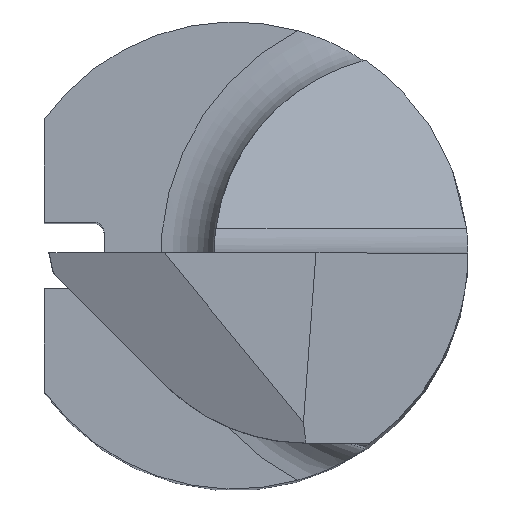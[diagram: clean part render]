
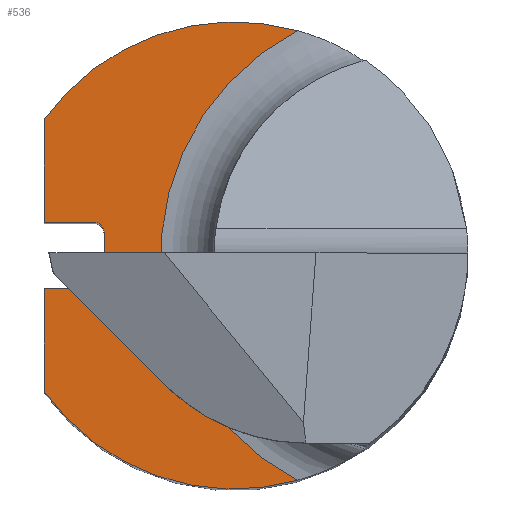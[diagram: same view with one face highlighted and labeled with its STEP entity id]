
A CAD part, top view. The second image highlights one B-rep face of the part: STEP entity #536.
In plain terms, the highlighted planar face has unit normal (0, 0, 1).
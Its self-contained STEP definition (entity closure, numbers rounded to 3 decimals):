
#7 = CARTESIAN_POINT ( 'NONE',  ( -2.85, -2.032, 14.75 ) ) ;
#9 = EDGE_CURVE ( 'NONE', #1078, #487, #576, .T. ) ;
#17 = EDGE_CURVE ( 'NONE', #1009, #445, #571, .T. ) ;
#49 = CARTESIAN_POINT ( 'NONE',  ( -2.85, -0.5, 14.75 ) ) ;
#60 = VERTEX_POINT ( 'NONE', #717 ) ;
#69 = DIRECTION ( 'NONE',  ( -1., 0., 0. ) ) ;
#70 = DIRECTION ( 'NONE',  ( 1., 0., 0. ) ) ;
#75 = EDGE_CURVE ( 'NONE', #445, #409, #747, .T. ) ;
#80 = AXIS2_PLACEMENT_3D ( 'NONE', #857, #1028, #602 ) ;
#104 = AXIS2_PLACEMENT_3D ( 'NONE', #1013, #240, #659 ) ;
#119 = EDGE_CURVE ( 'NONE', #1078, #409, #753, .T. ) ;
#135 = VERTEX_POINT ( 'NONE', #7 ) ;
#139 = ORIENTED_EDGE ( 'NONE', *, *, #869, .T. ) ;
#159 = LINE ( 'NONE', #765, #515 ) ;
#161 = DIRECTION ( 'NONE',  ( 0., -1., 0. ) ) ;
#201 = CARTESIAN_POINT ( 'NONE',  ( -2.85, 0.5, 14.75 ) ) ;
#234 = CARTESIAN_POINT ( 'NONE',  ( -1.95, -0.35, 14.75 ) ) ;
#240 = DIRECTION ( 'NONE',  ( 0., 0., 1. ) ) ;
#241 = ORIENTED_EDGE ( 'NONE', *, *, #994, .F. ) ;
#265 = CARTESIAN_POINT ( 'NONE',  ( -2.85, -0.5, 14.75 ) ) ;
#269 = EDGE_CURVE ( 'NONE', #1009, #60, #592, .T. ) ;
#279 = CARTESIAN_POINT ( 'NONE',  ( -2.85, 3.364, 14.75 ) ) ;
#295 = ORIENTED_EDGE ( 'NONE', *, *, #75, .T. ) ;
#299 = EDGE_LOOP ( 'NONE', ( #719, #656, #392, #1072, #295, #306, #320, #241, #1043, #139 ) ) ;
#306 = ORIENTED_EDGE ( 'NONE', *, *, #119, .F. ) ;
#320 = ORIENTED_EDGE ( 'NONE', *, *, #9, .T. ) ;
#335 = DIRECTION ( 'NONE',  ( -1., 0., 0. ) ) ;
#392 = ORIENTED_EDGE ( 'NONE', *, *, #269, .F. ) ;
#393 = VECTOR ( 'NONE', #797, 1000. ) ;
#409 = VERTEX_POINT ( 'NONE', #810 ) ;
#431 = AXIS2_PLACEMENT_3D ( 'NONE', #830, #511, #335 ) ;
#445 = VERTEX_POINT ( 'NONE', #459 ) ;
#459 = CARTESIAN_POINT ( 'NONE',  ( -2.85, 0.5, 14.75 ) ) ;
#463 = LINE ( 'NONE', #49, #393 ) ;
#467 = DIRECTION ( 'NONE',  ( 0., -1., 0. ) ) ;
#473 = CARTESIAN_POINT ( 'NONE',  ( 0.951, -3.368, 14.75 ) ) ;
#480 = EDGE_CURVE ( 'NONE', #669, #1086, #159, .T. ) ;
#487 = VERTEX_POINT ( 'NONE', #234 ) ;
#496 = DIRECTION ( 'NONE',  ( -1., 0., 0. ) ) ;
#505 = VECTOR ( 'NONE', #161, 1000. ) ;
#511 = DIRECTION ( 'NONE',  ( 0., 0., -1. ) ) ;
#515 = VECTOR ( 'NONE', #496, 1000. ) ;
#517 = CARTESIAN_POINT ( 'NONE',  ( -2.1, 0.35, 14.75 ) ) ;
#536 = ADVANCED_FACE ( 'NONE', ( #563 ), #746, .T. ) ;
#544 = EDGE_CURVE ( 'NONE', #888, #135, #1036, .T. ) ;
#563 = FACE_OUTER_BOUND ( 'NONE', #299, .T. ) ;
#571 = LINE ( 'NONE', #279, #613 ) ;
#576 = LINE ( 'NONE', #789, #505 ) ;
#592 = CIRCLE ( 'NONE', #431, 3.5 ) ;
#602 = DIRECTION ( 'NONE',  ( -1., 0., 0. ) ) ;
#613 = VECTOR ( 'NONE', #467, 1000. ) ;
#639 = AXIS2_PLACEMENT_3D ( 'NONE', #649, #757, #737 ) ;
#649 = CARTESIAN_POINT ( 'NONE',  ( -2.1, -0.35, 14.75 ) ) ;
#656 = ORIENTED_EDGE ( 'NONE', *, *, #1049, .F. ) ;
#659 = DIRECTION ( 'NONE',  ( -1., 0., 0. ) ) ;
#669 = VERTEX_POINT ( 'NONE', #672 ) ;
#672 = CARTESIAN_POINT ( 'NONE',  ( -2.1, -0.5, 14.75 ) ) ;
#679 = VECTOR ( 'NONE', #70, 1000. ) ;
#717 = CARTESIAN_POINT ( 'NONE',  ( 0.951, 3.368, 14.75 ) ) ;
#719 = ORIENTED_EDGE ( 'NONE', *, *, #544, .F. ) ;
#730 = AXIS2_PLACEMENT_3D ( 'NONE', #1088, #929, #69 ) ;
#737 = DIRECTION ( 'NONE',  ( -1., 0., 0. ) ) ;
#746 = PLANE ( 'NONE',  #104 ) ;
#747 = LINE ( 'NONE', #201, #679 ) ;
#753 = CIRCLE ( 'NONE', #981, 0.15 ) ;
#757 = DIRECTION ( 'NONE',  ( 0., 0., 1. ) ) ;
#765 = CARTESIAN_POINT ( 'NONE',  ( -2.85, -0.5, 14.75 ) ) ;
#789 = CARTESIAN_POINT ( 'NONE',  ( -1.95, 0.5, 14.75 ) ) ;
#797 = DIRECTION ( 'NONE',  ( 0., -1., 0. ) ) ;
#810 = CARTESIAN_POINT ( 'NONE',  ( -2.1, 0.5, 14.75 ) ) ;
#830 = CARTESIAN_POINT ( 'NONE',  ( 0., 0., 14.75 ) ) ;
#857 = CARTESIAN_POINT ( 'NONE',  ( 2.691, 0., 14.75 ) ) ;
#858 = DIRECTION ( 'NONE',  ( 0., 0., 1. ) ) ;
#869 = EDGE_CURVE ( 'NONE', #1086, #135, #463, .T. ) ;
#888 = VERTEX_POINT ( 'NONE', #473 ) ;
#929 = DIRECTION ( 'NONE',  ( 0., 0., -1. ) ) ;
#960 = CIRCLE ( 'NONE', #639, 0.15 ) ;
#981 = AXIS2_PLACEMENT_3D ( 'NONE', #517, #858, #1035 ) ;
#994 = EDGE_CURVE ( 'NONE', #669, #487, #960, .T. ) ;
#1009 = VERTEX_POINT ( 'NONE', #1022 ) ;
#1013 = CARTESIAN_POINT ( 'NONE',  ( 0., 0., 14.75 ) ) ;
#1022 = CARTESIAN_POINT ( 'NONE',  ( -2.85, 2.032, 14.75 ) ) ;
#1028 = DIRECTION ( 'NONE',  ( 0., 0., 1. ) ) ;
#1035 = DIRECTION ( 'NONE',  ( -1., 0., 0. ) ) ;
#1036 = CIRCLE ( 'NONE', #730, 3.5 ) ;
#1037 = CIRCLE ( 'NONE', #80, 3.791 ) ;
#1039 = CARTESIAN_POINT ( 'NONE',  ( -1.95, 0.35, 14.75 ) ) ;
#1043 = ORIENTED_EDGE ( 'NONE', *, *, #480, .T. ) ;
#1049 = EDGE_CURVE ( 'NONE', #60, #888, #1037, .T. ) ;
#1072 = ORIENTED_EDGE ( 'NONE', *, *, #17, .T. ) ;
#1078 = VERTEX_POINT ( 'NONE', #1039 ) ;
#1086 = VERTEX_POINT ( 'NONE', #265 ) ;
#1088 = CARTESIAN_POINT ( 'NONE',  ( 0., 0., 14.75 ) ) ;
